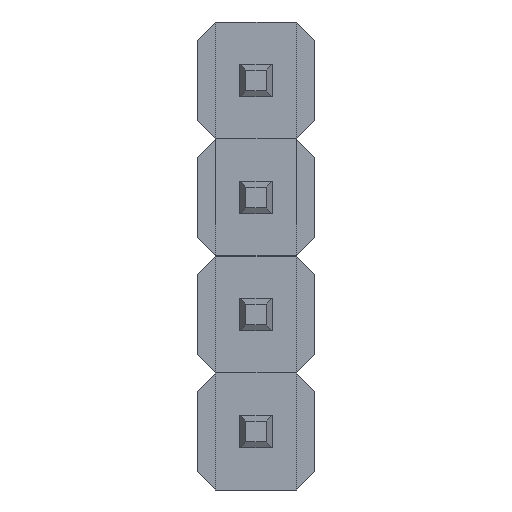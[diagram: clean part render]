
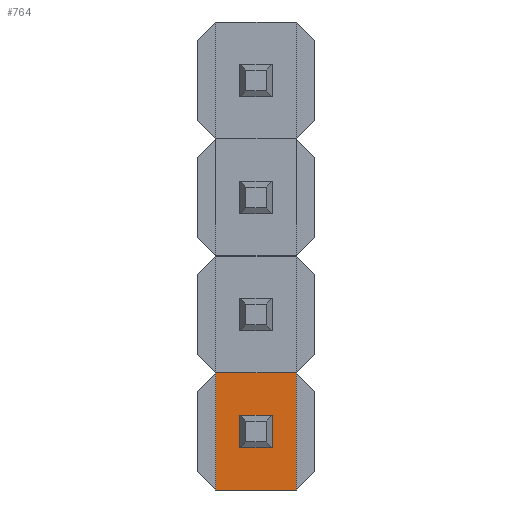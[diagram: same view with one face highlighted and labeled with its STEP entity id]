
A CAD part, front view. The second image highlights one B-rep face of the part: STEP entity #764.
In plain terms, the highlighted planar face has unit normal (0, -1, 0).
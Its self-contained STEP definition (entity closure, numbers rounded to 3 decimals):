
#5 = VERTEX_POINT ( 'NONE', #1168 ) ;
#9 = EDGE_CURVE ( 'NONE', #916, #224, #131, .T. ) ;
#16 = EDGE_CURVE ( 'NONE', #647, #5, #391, .T. ) ;
#27 = VECTOR ( 'NONE', #592, 1000. ) ;
#59 = CARTESIAN_POINT ( 'NONE',  ( -0.87, 0.3, -1.27 ) ) ;
#63 = CARTESIAN_POINT ( 'NONE',  ( -0.35, 0.3, 0.35 ) ) ;
#66 = DIRECTION ( 'NONE',  ( -1., 0., 0. ) ) ;
#88 = ORIENTED_EDGE ( 'NONE', *, *, #535, .F. ) ;
#113 = LINE ( 'NONE', #537, #164 ) ;
#131 = LINE ( 'NONE', #782, #1122 ) ;
#164 = VECTOR ( 'NONE', #66, 1000. ) ;
#167 = CARTESIAN_POINT ( 'NONE',  ( 0.35, 0.3, -0.35 ) ) ;
#168 = ORIENTED_EDGE ( 'NONE', *, *, #9, .F. ) ;
#170 = CARTESIAN_POINT ( 'NONE',  ( 0.35, 0.3, 0.35 ) ) ;
#173 = EDGE_CURVE ( 'NONE', #828, #916, #273, .T. ) ;
#176 = LINE ( 'NONE', #694, #27 ) ;
#196 = EDGE_CURVE ( 'NONE', #5, #1058, #113, .T. ) ;
#224 = VERTEX_POINT ( 'NONE', #167 ) ;
#256 = FACE_OUTER_BOUND ( 'NONE', #446, .T. ) ;
#273 = LINE ( 'NONE', #804, #653 ) ;
#299 = DIRECTION ( 'NONE',  ( 0., 0., 1. ) ) ;
#316 = CARTESIAN_POINT ( 'NONE',  ( -0.87, 0.3, 1.27 ) ) ;
#323 = ORIENTED_EDGE ( 'NONE', *, *, #173, .F. ) ;
#363 = EDGE_CURVE ( 'NONE', #900, #647, #1005, .T. ) ;
#391 = LINE ( 'NONE', #882, #863 ) ;
#419 = CARTESIAN_POINT ( 'NONE',  ( 0., 0.3, 0. ) ) ;
#446 = EDGE_LOOP ( 'NONE', ( #1209, #1135, #533, #447 ) ) ;
#447 = ORIENTED_EDGE ( 'NONE', *, *, #196, .T. ) ;
#515 = DIRECTION ( 'NONE',  ( 0., 0., -1. ) ) ;
#533 = ORIENTED_EDGE ( 'NONE', *, *, #16, .T. ) ;
#535 = EDGE_CURVE ( 'NONE', #750, #828, #176, .T. ) ;
#537 = CARTESIAN_POINT ( 'NONE',  ( -0.87, 0.3, 1.27 ) ) ;
#569 = CARTESIAN_POINT ( 'NONE',  ( -0.35, 0.3, -0.35 ) ) ;
#580 = AXIS2_PLACEMENT_3D ( 'NONE', #419, #1195, #515 ) ;
#592 = DIRECTION ( 'NONE',  ( -1., 0., 0. ) ) ;
#598 = DIRECTION ( 'NONE',  ( 1., 0., 0. ) ) ;
#614 = PLANE ( 'NONE',  #580 ) ;
#619 = CARTESIAN_POINT ( 'NONE',  ( 0.35, 0.3, 0.35 ) ) ;
#642 = DIRECTION ( 'NONE',  ( 0., 0., 1. ) ) ;
#647 = VERTEX_POINT ( 'NONE', #716 ) ;
#653 = VECTOR ( 'NONE', #1194, 1000. ) ;
#694 = CARTESIAN_POINT ( 'NONE',  ( -0.35, 0.3, 0.35 ) ) ;
#704 = EDGE_LOOP ( 'NONE', ( #88, #1152, #168, #323 ) ) ;
#716 = CARTESIAN_POINT ( 'NONE',  ( 0.87, 0.3, -1.27 ) ) ;
#742 = VECTOR ( 'NONE', #768, 1000. ) ;
#750 = VERTEX_POINT ( 'NONE', #619 ) ;
#753 = EDGE_CURVE ( 'NONE', #1058, #900, #1160, .T. ) ;
#764 = ADVANCED_FACE ( 'NONE', ( #256, #1229 ), #614, .T. ) ;
#768 = DIRECTION ( 'NONE',  ( 1., 0., 0. ) ) ;
#782 = CARTESIAN_POINT ( 'NONE',  ( -0.35, 0.3, -0.35 ) ) ;
#804 = CARTESIAN_POINT ( 'NONE',  ( -0.35, 0.3, 0.35 ) ) ;
#816 = VECTOR ( 'NONE', #1205, 1000. ) ;
#828 = VERTEX_POINT ( 'NONE', #63 ) ;
#863 = VECTOR ( 'NONE', #299, 1000. ) ;
#882 = CARTESIAN_POINT ( 'NONE',  ( 0.87, 0.3, 1.27 ) ) ;
#900 = VERTEX_POINT ( 'NONE', #59 ) ;
#916 = VERTEX_POINT ( 'NONE', #569 ) ;
#922 = LINE ( 'NONE', #170, #1064 ) ;
#926 = EDGE_CURVE ( 'NONE', #224, #750, #922, .T. ) ;
#1005 = LINE ( 'NONE', #1060, #742 ) ;
#1058 = VERTEX_POINT ( 'NONE', #1163 ) ;
#1060 = CARTESIAN_POINT ( 'NONE',  ( -0.87, 0.3, -1.27 ) ) ;
#1064 = VECTOR ( 'NONE', #642, 1000. ) ;
#1122 = VECTOR ( 'NONE', #598, 1000. ) ;
#1135 = ORIENTED_EDGE ( 'NONE', *, *, #363, .T. ) ;
#1152 = ORIENTED_EDGE ( 'NONE', *, *, #926, .F. ) ;
#1160 = LINE ( 'NONE', #316, #816 ) ;
#1163 = CARTESIAN_POINT ( 'NONE',  ( -0.87, 0.3, 1.27 ) ) ;
#1168 = CARTESIAN_POINT ( 'NONE',  ( 0.87, 0.3, 1.27 ) ) ;
#1194 = DIRECTION ( 'NONE',  ( 0., 0., -1. ) ) ;
#1195 = DIRECTION ( 'NONE',  ( 0., -1., 0. ) ) ;
#1205 = DIRECTION ( 'NONE',  ( 0., 0., -1. ) ) ;
#1209 = ORIENTED_EDGE ( 'NONE', *, *, #753, .T. ) ;
#1229 = FACE_BOUND ( 'NONE', #704, .T. ) ;
